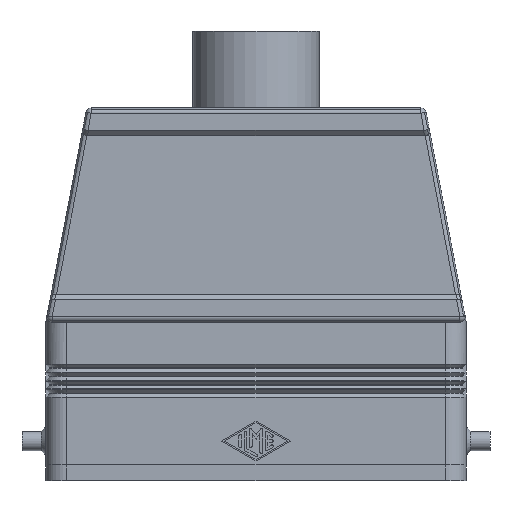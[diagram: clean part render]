
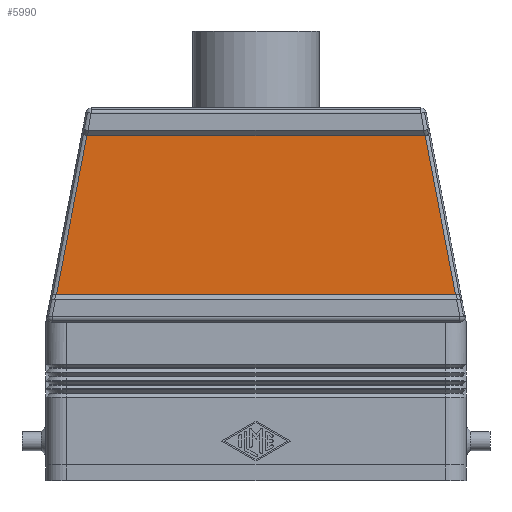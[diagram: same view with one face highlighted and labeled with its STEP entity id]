
A CAD part, front view. The second image highlights one B-rep face of the part: STEP entity #5990.
In plain terms, the highlighted planar face has unit normal (0, -1, 0).
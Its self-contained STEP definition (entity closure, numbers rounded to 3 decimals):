
#731=CARTESIAN_POINT('',(-31.984,-17.,65.263));
#732=VERTEX_POINT('',#731);
#740=CARTESIAN_POINT('',(-31.851,-17.,65.25));
#741=VERTEX_POINT('',#740);
#742=CARTESIAN_POINT('',(-31.716,-17.,66.664));
#743=DIRECTION('',(0.,-1.0,0.));
#744=DIRECTION('',(-0.188,0.,-0.982));
#745=AXIS2_PLACEMENT_3D('',#742,#743,#744);
#746=ELLIPSE('',#745,1.427,1.0);
#747=EDGE_CURVE('',#732,#741,#746,.T.);
#1253=CARTESIAN_POINT('',(31.851,-17.,65.25));
#1254=VERTEX_POINT('',#1253);
#1261=CARTESIAN_POINT('',(31.984,-17.,65.263));
#1262=VERTEX_POINT('',#1261);
#1263=CARTESIAN_POINT('',(31.716,-17.,66.664));
#1264=DIRECTION('',(0.0,-1.0,0.0));
#1265=DIRECTION('',(0.188,0.0,-0.982));
#1266=AXIS2_PLACEMENT_3D('',#1263,#1264,#1265);
#1267=ELLIPSE('',#1266,1.427,1.0);
#1268=EDGE_CURVE('',#1254,#1262,#1267,.T.);
#1403=CARTESIAN_POINT('',(37.727,-17.,35.25));
#1404=VERTEX_POINT('',#1403);
#1405=CARTESIAN_POINT('',(31.984,-17.,65.263));
#1406=DIRECTION('',(0.188,0.,-0.982));
#1407=VECTOR('',#1406,30.557);
#1408=LINE('',#1405,#1407);
#1409=EDGE_CURVE('',#1262,#1404,#1408,.T.);
#1494=CARTESIAN_POINT('',(-37.727,-17.,35.25));
#1495=VERTEX_POINT('',#1494);
#1503=CARTESIAN_POINT('',(-37.727,-17.,35.25));
#1504=DIRECTION('',(0.188,0.0,0.982));
#1505=VECTOR('',#1504,30.557);
#1506=LINE('',#1503,#1505);
#1507=EDGE_CURVE('',#1495,#732,#1506,.T.);
#5954=CARTESIAN_POINT('',(37.727,-17.,35.25));
#5955=DIRECTION('',(-1.0,0.0,0.0));
#5956=VECTOR('',#5955,75.454);
#5957=LINE('',#5954,#5956);
#5958=EDGE_CURVE('',#1404,#1495,#5957,.T.);
#5972=CARTESIAN_POINT('',(0.0,-17.,35.25));
#5973=DIRECTION('',(0.0,1.0,0.0));
#5974=DIRECTION('',(0.0,0.0,1.0));
#5975=AXIS2_PLACEMENT_3D('',#5972,#5973,#5974);
#5976=PLANE('',#5975);
#5977=ORIENTED_EDGE('',*,*,#1409,.F.);
#5978=ORIENTED_EDGE('',*,*,#1268,.F.);
#5979=CARTESIAN_POINT('',(31.851,-17.,65.25));
#5980=DIRECTION('',(-1.0,0.0,0.0));
#5981=VECTOR('',#5980,63.702);
#5982=LINE('',#5979,#5981);
#5983=EDGE_CURVE('',#1254,#741,#5982,.T.);
#5984=ORIENTED_EDGE('',*,*,#5983,.T.);
#5985=ORIENTED_EDGE('',*,*,#747,.F.);
#5986=ORIENTED_EDGE('',*,*,#1507,.F.);
#5987=ORIENTED_EDGE('',*,*,#5958,.F.);
#5988=EDGE_LOOP('',(#5977,#5978,#5984,#5985,#5986,#5987));
#5989=FACE_OUTER_BOUND('',#5988,.T.);
#5990=ADVANCED_FACE('',(#5989),#5976,.F.);
